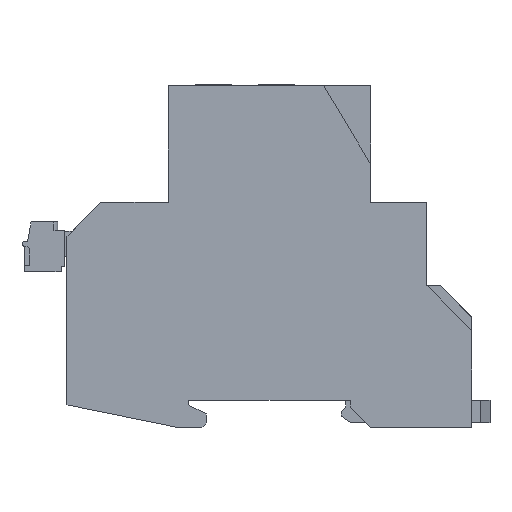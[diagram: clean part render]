
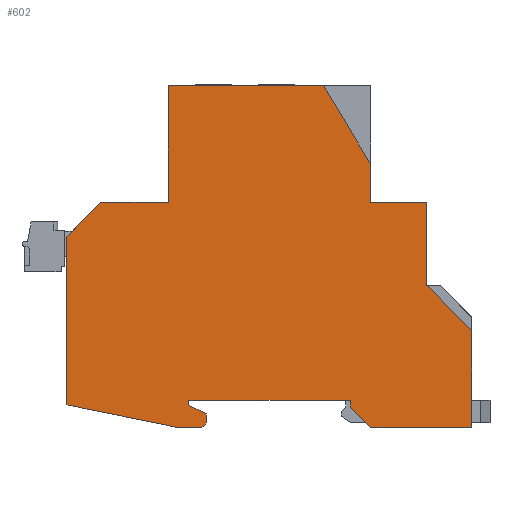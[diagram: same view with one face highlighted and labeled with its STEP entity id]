
A CAD part, left-side view. The second image highlights one B-rep face of the part: STEP entity #602.
In plain terms, the highlighted planar face has unit normal (-1, 0, 0).
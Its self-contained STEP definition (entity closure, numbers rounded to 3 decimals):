
#446=AXIS2_PLACEMENT_3D('Plane Axis2P3D',#443,#444,#445) ;
#238=CARTESIAN_POINT('Vertex',(0.,94.,5.)) ;
#241=CARTESIAN_POINT('Line Origine',(0.,94.,23.75)) ;
#245=CARTESIAN_POINT('Vertex',(0.,94.,42.5)) ;
#416=CARTESIAN_POINT('Line Origine',(0.,81.75,2.5)) ;
#420=CARTESIAN_POINT('Vertex',(0.,69.5,0.)) ;
#443=CARTESIAN_POINT('Axis2P3D Location',(0.,4.,6.)) ;
#448=CARTESIAN_POINT('Line Origine',(0.,31.75,67.25)) ;
#452=CARTESIAN_POINT('Vertex',(0.,26.5,58.5)) ;
#454=CARTESIAN_POINT('Vertex',(0.,37.,76.)) ;
#457=CARTESIAN_POINT('Line Origine',(0.,54.25,76.)) ;
#461=CARTESIAN_POINT('Vertex',(0.,71.5,76.)) ;
#464=CARTESIAN_POINT('Line Origine',(0.,71.5,63.)) ;
#468=CARTESIAN_POINT('Vertex',(0.,71.5,50.)) ;
#471=CARTESIAN_POINT('Line Origine',(0.,79.,50.)) ;
#475=CARTESIAN_POINT('Vertex',(0.,86.5,50.)) ;
#478=CARTESIAN_POINT('Line Origine',(0.,90.25,46.25)) ;
#483=CARTESIAN_POINT('Line Origine',(0.,66.75,0.)) ;
#487=CARTESIAN_POINT('Vertex',(0.,64.,0.)) ;
#490=CARTESIAN_POINT('Line Origine',(0.,63.5,0.5)) ;
#494=CARTESIAN_POINT('Vertex',(0.,63.,1.)) ;
#497=CARTESIAN_POINT('Line Origine',(0.,63.,2.)) ;
#501=CARTESIAN_POINT('Vertex',(0.,63.,3.)) ;
#504=CARTESIAN_POINT('Line Origine',(0.,65.,4.)) ;
#508=CARTESIAN_POINT('Vertex',(0.,67.,5.)) ;
#511=CARTESIAN_POINT('Line Origine',(0.,67.,5.5)) ;
#515=CARTESIAN_POINT('Vertex',(0.,67.,6.)) ;
#518=CARTESIAN_POINT('Line Origine',(0.,49.,6.)) ;
#522=CARTESIAN_POINT('Vertex',(0.,31.,6.)) ;
#525=CARTESIAN_POINT('Line Origine',(0.,31.,5.25)) ;
#529=CARTESIAN_POINT('Vertex',(0.,31.,4.5)) ;
#532=CARTESIAN_POINT('Line Origine',(0.,28.75,2.25)) ;
#536=CARTESIAN_POINT('Vertex',(0.,26.5,0.)) ;
#539=CARTESIAN_POINT('Line Origine',(0.,15.25,0.)) ;
#543=CARTESIAN_POINT('Vertex',(0.,4.,0.)) ;
#546=CARTESIAN_POINT('Line Origine',(0.,4.,10.75)) ;
#550=CARTESIAN_POINT('Vertex',(0.,4.,21.5)) ;
#553=CARTESIAN_POINT('Line Origine',(0.,9.,26.5)) ;
#557=CARTESIAN_POINT('Vertex',(0.,14.,31.5)) ;
#560=CARTESIAN_POINT('Line Origine',(0.,14.,40.75)) ;
#564=CARTESIAN_POINT('Vertex',(0.,14.,50.)) ;
#567=CARTESIAN_POINT('Line Origine',(0.,20.25,50.)) ;
#571=CARTESIAN_POINT('Vertex',(0.,26.5,50.)) ;
#574=CARTESIAN_POINT('Line Origine',(0.,26.5,54.25)) ;
#242=DIRECTION('Vector Direction',(0.,0.,1.)) ;
#417=DIRECTION('Vector Direction',(0.,-0.98,-0.2)) ;
#444=DIRECTION('Axis2P3D Direction',(-1.,0.,0.)) ;
#445=DIRECTION('Axis2P3D XDirection',(0.,0.,1.)) ;
#449=DIRECTION('Vector Direction',(0.,0.514,0.857)) ;
#458=DIRECTION('Vector Direction',(0.,1.,0.)) ;
#465=DIRECTION('Vector Direction',(0.,0.,-1.)) ;
#472=DIRECTION('Vector Direction',(0.,1.,0.)) ;
#479=DIRECTION('Vector Direction',(0.,-0.707,0.707)) ;
#484=DIRECTION('Vector Direction',(0.,-1.,0.)) ;
#491=DIRECTION('Vector Direction',(0.,-0.707,0.707)) ;
#498=DIRECTION('Vector Direction',(0.,0.,1.)) ;
#505=DIRECTION('Vector Direction',(0.,0.894,0.447)) ;
#512=DIRECTION('Vector Direction',(0.,0.,1.)) ;
#519=DIRECTION('Vector Direction',(0.,-1.,0.)) ;
#526=DIRECTION('Vector Direction',(0.,0.,-1.)) ;
#533=DIRECTION('Vector Direction',(0.,0.707,0.707)) ;
#540=DIRECTION('Vector Direction',(0.,-1.,0.)) ;
#547=DIRECTION('Vector Direction',(0.,0.,-1.)) ;
#554=DIRECTION('Vector Direction',(0.,-0.707,-0.707)) ;
#561=DIRECTION('Vector Direction',(0.,0.,1.)) ;
#568=DIRECTION('Vector Direction',(0.,1.,0.)) ;
#575=DIRECTION('Vector Direction',(0.,0.,1.)) ;
#243=VECTOR('Line Direction',#242,1.) ;
#418=VECTOR('Line Direction',#417,1.) ;
#450=VECTOR('Line Direction',#449,1.) ;
#459=VECTOR('Line Direction',#458,1.) ;
#466=VECTOR('Line Direction',#465,1.) ;
#473=VECTOR('Line Direction',#472,1.) ;
#480=VECTOR('Line Direction',#479,1.) ;
#485=VECTOR('Line Direction',#484,1.) ;
#492=VECTOR('Line Direction',#491,1.) ;
#499=VECTOR('Line Direction',#498,1.) ;
#506=VECTOR('Line Direction',#505,1.) ;
#513=VECTOR('Line Direction',#512,1.) ;
#520=VECTOR('Line Direction',#519,1.) ;
#527=VECTOR('Line Direction',#526,1.) ;
#534=VECTOR('Line Direction',#533,1.) ;
#541=VECTOR('Line Direction',#540,1.) ;
#548=VECTOR('Line Direction',#547,1.) ;
#555=VECTOR('Line Direction',#554,1.) ;
#562=VECTOR('Line Direction',#561,1.) ;
#569=VECTOR('Line Direction',#568,1.) ;
#576=VECTOR('Line Direction',#575,1.) ;
#580=ORIENTED_EDGE('',*,*,#456,.T.) ;
#581=ORIENTED_EDGE('',*,*,#463,.F.) ;
#582=ORIENTED_EDGE('',*,*,#470,.T.) ;
#583=ORIENTED_EDGE('',*,*,#477,.T.) ;
#584=ORIENTED_EDGE('',*,*,#482,.F.) ;
#585=ORIENTED_EDGE('',*,*,#247,.F.) ;
#586=ORIENTED_EDGE('',*,*,#422,.T.) ;
#587=ORIENTED_EDGE('',*,*,#489,.T.) ;
#588=ORIENTED_EDGE('',*,*,#496,.T.) ;
#589=ORIENTED_EDGE('',*,*,#503,.T.) ;
#590=ORIENTED_EDGE('',*,*,#510,.T.) ;
#591=ORIENTED_EDGE('',*,*,#517,.T.) ;
#592=ORIENTED_EDGE('',*,*,#524,.T.) ;
#593=ORIENTED_EDGE('',*,*,#531,.T.) ;
#594=ORIENTED_EDGE('',*,*,#538,.F.) ;
#595=ORIENTED_EDGE('',*,*,#545,.T.) ;
#596=ORIENTED_EDGE('',*,*,#552,.F.) ;
#597=ORIENTED_EDGE('',*,*,#559,.F.) ;
#598=ORIENTED_EDGE('',*,*,#566,.T.) ;
#599=ORIENTED_EDGE('',*,*,#573,.T.) ;
#600=ORIENTED_EDGE('',*,*,#578,.T.) ;
#602=ADVANCED_FACE('ENERGY METER',(#601),#447,.T.) ;
#247=EDGE_CURVE('',#239,#246,#244,.T.) ;
#422=EDGE_CURVE('',#239,#421,#419,.T.) ;
#456=EDGE_CURVE('',#453,#455,#451,.T.) ;
#463=EDGE_CURVE('',#462,#455,#460,.F.) ;
#470=EDGE_CURVE('',#462,#469,#467,.T.) ;
#477=EDGE_CURVE('',#469,#476,#474,.T.) ;
#482=EDGE_CURVE('',#246,#476,#481,.T.) ;
#489=EDGE_CURVE('',#421,#488,#486,.T.) ;
#496=EDGE_CURVE('',#488,#495,#493,.T.) ;
#503=EDGE_CURVE('',#495,#502,#500,.T.) ;
#510=EDGE_CURVE('',#502,#509,#507,.T.) ;
#517=EDGE_CURVE('',#509,#516,#514,.T.) ;
#524=EDGE_CURVE('',#516,#523,#521,.T.) ;
#531=EDGE_CURVE('',#523,#530,#528,.T.) ;
#538=EDGE_CURVE('',#537,#530,#535,.T.) ;
#545=EDGE_CURVE('',#537,#544,#542,.T.) ;
#552=EDGE_CURVE('',#551,#544,#549,.T.) ;
#559=EDGE_CURVE('',#558,#551,#556,.T.) ;
#566=EDGE_CURVE('',#558,#565,#563,.T.) ;
#573=EDGE_CURVE('',#565,#572,#570,.T.) ;
#578=EDGE_CURVE('',#572,#453,#577,.T.) ;
#579=EDGE_LOOP('',(#580,#581,#582,#583,#584,#585,#586,#587,#588,#589,#590,#591,#592,#593,#594,#595,#596,#597,#598,#599,#600)) ;
#601=FACE_OUTER_BOUND('',#579,.T.) ;
#244=LINE('Line',#241,#243) ;
#419=LINE('Line',#416,#418) ;
#451=LINE('Line',#448,#450) ;
#460=LINE('Line',#457,#459) ;
#467=LINE('Line',#464,#466) ;
#474=LINE('Line',#471,#473) ;
#481=LINE('Line',#478,#480) ;
#486=LINE('Line',#483,#485) ;
#493=LINE('Line',#490,#492) ;
#500=LINE('Line',#497,#499) ;
#507=LINE('Line',#504,#506) ;
#514=LINE('Line',#511,#513) ;
#521=LINE('Line',#518,#520) ;
#528=LINE('Line',#525,#527) ;
#535=LINE('Line',#532,#534) ;
#542=LINE('Line',#539,#541) ;
#549=LINE('Line',#546,#548) ;
#556=LINE('Line',#553,#555) ;
#563=LINE('Line',#560,#562) ;
#570=LINE('Line',#567,#569) ;
#577=LINE('Line',#574,#576) ;
#447=PLANE('',#446) ;
#239=VERTEX_POINT('',#238) ;
#246=VERTEX_POINT('',#245) ;
#421=VERTEX_POINT('',#420) ;
#453=VERTEX_POINT('',#452) ;
#455=VERTEX_POINT('',#454) ;
#462=VERTEX_POINT('',#461) ;
#469=VERTEX_POINT('',#468) ;
#476=VERTEX_POINT('',#475) ;
#488=VERTEX_POINT('',#487) ;
#495=VERTEX_POINT('',#494) ;
#502=VERTEX_POINT('',#501) ;
#509=VERTEX_POINT('',#508) ;
#516=VERTEX_POINT('',#515) ;
#523=VERTEX_POINT('',#522) ;
#530=VERTEX_POINT('',#529) ;
#537=VERTEX_POINT('',#536) ;
#544=VERTEX_POINT('',#543) ;
#551=VERTEX_POINT('',#550) ;
#558=VERTEX_POINT('',#557) ;
#565=VERTEX_POINT('',#564) ;
#572=VERTEX_POINT('',#571) ;
